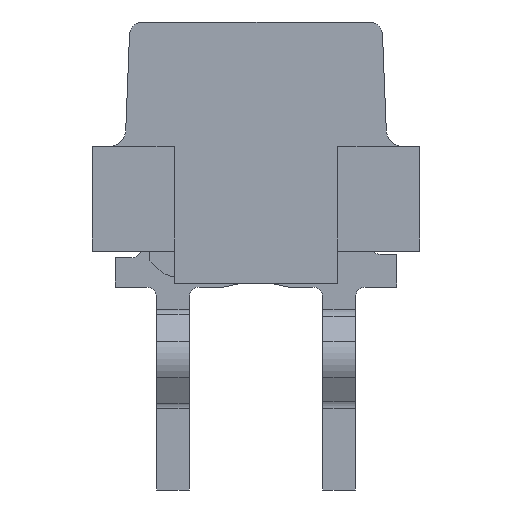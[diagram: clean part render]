
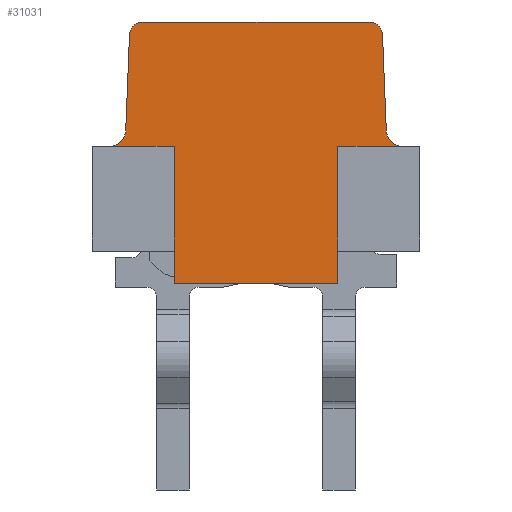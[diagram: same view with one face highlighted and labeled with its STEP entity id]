
A CAD part, left-side view. The second image highlights one B-rep face of the part: STEP entity #31031.
In plain terms, the highlighted planar face has unit normal (-1, 0, 0).
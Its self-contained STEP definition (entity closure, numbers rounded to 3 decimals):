
#5177=DIRECTION('',(0.,0.,-1.));
#5178=VECTOR('',#5177,0.5);
#5179=CARTESIAN_POINT('',(-11.625,1.25,-3.5));
#5180=LINE('',#5179,#5178);
#5457=DIRECTION('',(0.,-1.,0.));
#5458=VECTOR('',#5457,2.5);
#5459=CARTESIAN_POINT('',(-11.625,1.25,-4.));
#5460=LINE('',#5459,#5458);
#6785=DIRECTION('',(0.,0.,-1.));
#6786=VECTOR('',#6785,0.5);
#6787=CARTESIAN_POINT('',(-11.625,-1.25,-3.5));
#6788=LINE('',#6787,#6786);
#7005=CARTESIAN_POINT('',(-11.625,1.733,-0.2));
#7006=DIRECTION('',(-1.,0.,0.));
#7007=DIRECTION('',(0.,0.,1.));
#7008=AXIS2_PLACEMENT_3D('',#7005,#7006,#7007);
#7010=DIRECTION('',(0.,1.,0.));
#7011=VECTOR('',#7010,3.465);
#7012=CARTESIAN_POINT('',(-11.625,-1.733,0.));
#7013=LINE('',#7012,#7011);
#7014=CARTESIAN_POINT('',(-11.625,-1.733,-0.2));
#7015=DIRECTION('',(-1.,0.,0.));
#7016=DIRECTION('',(0.,-0.999,0.039));
#7017=AXIS2_PLACEMENT_3D('',#7014,#7015,#7016);
#7019=DIRECTION('',(0.,0.039,0.999));
#7020=VECTOR('',#7019,1.469);
#7021=CARTESIAN_POINT('',(-11.625,-1.991,-1.66));
#7022=LINE('',#7021,#7020);
#7023=DIRECTION('',(0.,1.,0.));
#7024=VECTOR('',#7023,0.99);
#7025=CARTESIAN_POINT('',(-11.625,-2.24,-1.9));
#7026=LINE('',#7025,#7024);
#7027=DIRECTION('',(0.,0.,-1.));
#7028=VECTOR('',#7027,1.6);
#7029=CARTESIAN_POINT('',(-11.625,-1.25,-1.9));
#7030=LINE('',#7029,#7028);
#7031=DIRECTION('',(0.,1.,0.));
#7032=VECTOR('',#7031,0.99);
#7033=CARTESIAN_POINT('',(-11.625,1.25,-1.9));
#7034=LINE('',#7033,#7032);
#7035=DIRECTION('',(0.,0.039,-0.999));
#7036=VECTOR('',#7035,1.469);
#7037=CARTESIAN_POINT('',(-11.625,1.933,-0.192));
#7038=LINE('',#7037,#7036);
#7085=CARTESIAN_POINT('',(-11.625,2.24,-1.65));
#7086=DIRECTION('',(1.,0.,0.));
#7087=DIRECTION('',(0.,-0.999,-0.039));
#7088=AXIS2_PLACEMENT_3D('',#7085,#7086,#7087);
#7148=CARTESIAN_POINT('',(-11.625,-2.24,-1.65));
#7149=DIRECTION('',(1.,0.,0.));
#7150=DIRECTION('',(0.,0.,-1.));
#7151=AXIS2_PLACEMENT_3D('',#7148,#7149,#7150);
#7197=DIRECTION('',(0.,0.,-1.));
#7198=VECTOR('',#7197,1.6);
#7199=CARTESIAN_POINT('',(-11.625,1.25,-1.9));
#7200=LINE('',#7199,#7198);
#18171=CARTESIAN_POINT('',(-11.625,1.25,-4.));
#18172=CARTESIAN_POINT('',(-11.625,-1.25,-4.));
#18173=VERTEX_POINT('',#18171);
#18174=VERTEX_POINT('',#18172);
#20788=CARTESIAN_POINT('',(-11.625,-1.25,-3.5));
#20790=VERTEX_POINT('',#20788);
#20792=CARTESIAN_POINT('',(-11.625,1.25,-3.5));
#20794=VERTEX_POINT('',#20792);
#20811=CARTESIAN_POINT('',(-11.625,-1.25,-1.9));
#20812=VERTEX_POINT('',#20811);
#20813=CARTESIAN_POINT('',(-11.625,1.25,-1.9));
#20814=VERTEX_POINT('',#20813);
#20820=CARTESIAN_POINT('',(-11.625,-1.991,-1.66));
#20822=VERTEX_POINT('',#20820);
#20824=CARTESIAN_POINT('',(-11.625,-2.24,-1.9));
#20826=VERTEX_POINT('',#20824);
#20827=CARTESIAN_POINT('',(-11.625,1.991,-1.66));
#20829=VERTEX_POINT('',#20827);
#20831=CARTESIAN_POINT('',(-11.625,2.24,-1.9));
#20833=VERTEX_POINT('',#20831);
#20839=CARTESIAN_POINT('',(-11.625,1.733,0.));
#20840=VERTEX_POINT('',#20839);
#20841=CARTESIAN_POINT('',(-11.625,1.933,-0.192));
#20842=VERTEX_POINT('',#20841);
#20847=CARTESIAN_POINT('',(-11.625,-1.933,-0.192));
#20848=VERTEX_POINT('',#20847);
#20849=CARTESIAN_POINT('',(-11.625,-1.733,0.));
#20850=VERTEX_POINT('',#20849);
#31000=CARTESIAN_POINT('',(-11.625,0.,-4.));
#31001=DIRECTION('',(-1.,0.,0.));
#31002=DIRECTION('',(0.,-1.,0.));
#31003=AXIS2_PLACEMENT_3D('',#31000,#31001,#31002);
#31004=PLANE('',#31003);
#31006=ORIENTED_EDGE('',*,*,#31005,.F.);
#31007=ORIENTED_EDGE('',*,*,#24270,.F.);
#31009=ORIENTED_EDGE('',*,*,#31008,.F.);
#31011=ORIENTED_EDGE('',*,*,#31010,.F.);
#31013=ORIENTED_EDGE('',*,*,#31012,.F.);
#31015=ORIENTED_EDGE('',*,*,#31014,.T.);
#31017=ORIENTED_EDGE('',*,*,#31016,.T.);
#31018=ORIENTED_EDGE('',*,*,#30731,.T.);
#31019=ORIENTED_EDGE('',*,*,#29164,.F.);
#31020=ORIENTED_EDGE('',*,*,#28832,.F.);
#31022=ORIENTED_EDGE('',*,*,#31021,.F.);
#31024=ORIENTED_EDGE('',*,*,#31023,.T.);
#31026=ORIENTED_EDGE('',*,*,#31025,.F.);
#31028=ORIENTED_EDGE('',*,*,#31027,.F.);
#31029=EDGE_LOOP('',(#31006,#31007,#31009,#31011,#31013,#31015,#31017,#31018,
#31019,#31020,#31022,#31024,#31026,#31028));
#31030=FACE_OUTER_BOUND('',#31029,.F.);
#7009=CIRCLE('',#7008,0.2);
#7018=CIRCLE('',#7017,0.2);
#7089=CIRCLE('',#7088,0.25);
#7152=CIRCLE('',#7151,0.25);
#24270=EDGE_CURVE('',#20850,#20840,#7013,.T.);
#28832=EDGE_CURVE('',#20794,#18173,#5180,.T.);
#29164=EDGE_CURVE('',#18173,#18174,#5460,.T.);
#30731=EDGE_CURVE('',#20790,#18174,#6788,.T.);
#31005=EDGE_CURVE('',#20840,#20842,#7009,.T.);
#31008=EDGE_CURVE('',#20848,#20850,#7018,.T.);
#31010=EDGE_CURVE('',#20822,#20848,#7022,.T.);
#31012=EDGE_CURVE('',#20826,#20822,#7152,.T.);
#31014=EDGE_CURVE('',#20826,#20812,#7026,.T.);
#31016=EDGE_CURVE('',#20812,#20790,#7030,.T.);
#31021=EDGE_CURVE('',#20814,#20794,#7200,.T.);
#31023=EDGE_CURVE('',#20814,#20833,#7034,.T.);
#31025=EDGE_CURVE('',#20829,#20833,#7089,.T.);
#31027=EDGE_CURVE('',#20842,#20829,#7038,.T.);
#31031=ADVANCED_FACE('',(#31030),#31004,.T.);
